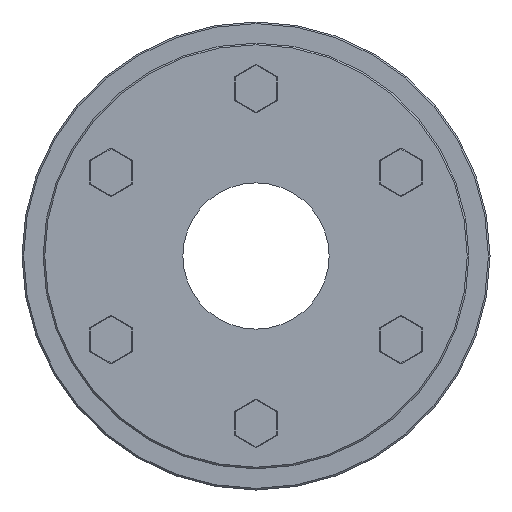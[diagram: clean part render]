
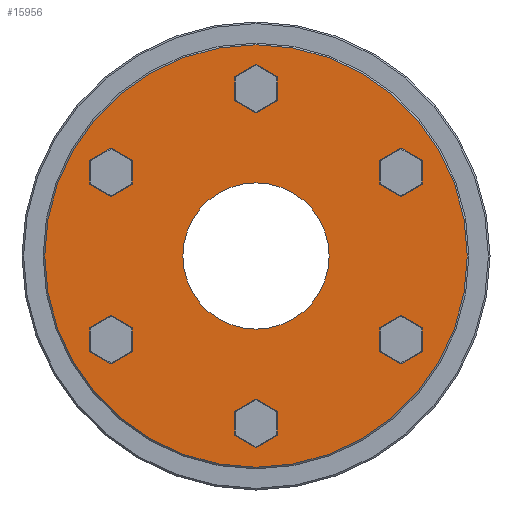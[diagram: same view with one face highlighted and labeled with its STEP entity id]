
A CAD part, left-side view. The second image highlights one B-rep face of the part: STEP entity #15956.
In plain terms, the highlighted planar face has unit normal (-1, 0, 0).
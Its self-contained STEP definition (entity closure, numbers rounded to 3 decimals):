
#608 = EDGE_LOOP ( 'NONE', ( #752, #753 ) ) ;
#625 = EDGE_LOOP ( 'NONE', ( #754, #755 ) ) ;
#752 = ORIENTED_EDGE ( 'NONE', *, *, #15332, .T. ) ;
#753 = ORIENTED_EDGE ( 'NONE', *, *, #15272, .T. ) ;
#754 = ORIENTED_EDGE ( 'NONE', *, *, #15306, .T. ) ;
#755 = ORIENTED_EDGE ( 'NONE', *, *, #15317, .T. ) ;
#12184 = AXIS2_PLACEMENT_3D ( 'NONE', #13231, #13232, #13233 ) ;
#12195 = AXIS2_PLACEMENT_3D ( 'NONE', #13295, #13296, #13297 ) ;
#12201 = AXIS2_PLACEMENT_3D ( 'NONE', #13314, #13315, #13316 ) ;
#12205 = AXIS2_PLACEMENT_3D ( 'NONE', #13341, #13342, #13343 ) ;
#12314 = AXIS2_PLACEMENT_3D ( 'NONE', #14255, #14258, #14259 ) ;
#12708 = CIRCLE ( 'NONE', #12184, 65.002 ) ;
#12741 = CIRCLE ( 'NONE', #12195, 22.5 ) ;
#12746 = CIRCLE ( 'NONE', #12201, 22.5 ) ;
#12754 = CIRCLE ( 'NONE', #12205, 65.002 ) ;
#13231 = CARTESIAN_POINT ( 'NONE',  ( -42.7, 0., 0. ) ) ;
#13232 = DIRECTION ( 'NONE',  ( -1., 0., 0. ) ) ;
#13233 = DIRECTION ( 'NONE',  ( 0., -1., 0. ) ) ;
#13295 = CARTESIAN_POINT ( 'NONE',  ( -42.7, 0., 0. ) ) ;
#13296 = DIRECTION ( 'NONE',  ( 1., 0., 0. ) ) ;
#13297 = DIRECTION ( 'NONE',  ( 0., 1., 0. ) ) ;
#13314 = CARTESIAN_POINT ( 'NONE',  ( -42.7, 0., 0. ) ) ;
#13315 = DIRECTION ( 'NONE',  ( 1., 0., 0. ) ) ;
#13316 = DIRECTION ( 'NONE',  ( 0., 1., 0. ) ) ;
#13341 = CARTESIAN_POINT ( 'NONE',  ( -42.7, 0., 0. ) ) ;
#13342 = DIRECTION ( 'NONE',  ( -1., 0., 0. ) ) ;
#13343 = DIRECTION ( 'NONE',  ( 0., -1., 0. ) ) ;
#14099 = CARTESIAN_POINT ( 'NONE',  ( -42.7, 65.002, 0. ) ) ;
#14100 = CARTESIAN_POINT ( 'NONE',  ( -42.7, -65.002, 0. ) ) ;
#14121 = CARTESIAN_POINT ( 'NONE',  ( -42.7, 22.5, 0. ) ) ;
#14122 = CARTESIAN_POINT ( 'NONE',  ( -42.7, -22.5, 0. ) ) ;
#14255 = CARTESIAN_POINT ( 'NONE',  ( -42.7, 22.5, 0. ) ) ;
#14256 = PLANE ( 'NONE',  #12314 ) ;
#14258 = DIRECTION ( 'NONE',  ( -1., 0., 0. ) ) ;
#14259 = DIRECTION ( 'NONE',  ( 0., -1., 0. ) ) ;
#14368 = FACE_OUTER_BOUND ( 'NONE', #608, .T. ) ;
#14371 = FACE_BOUND ( 'NONE', #625, .T. ) ;
#15272 = EDGE_CURVE ( 'NONE', #15820, #15819, #12708, .T. ) ;
#15306 = EDGE_CURVE ( 'NONE', #15841, #15842, #12741, .T. ) ;
#15317 = EDGE_CURVE ( 'NONE', #15842, #15841, #12746, .T. ) ;
#15332 = EDGE_CURVE ( 'NONE', #15819, #15820, #12754, .T. ) ;
#15819 = VERTEX_POINT ( 'NONE', #14099 ) ;
#15820 = VERTEX_POINT ( 'NONE', #14100 ) ;
#15841 = VERTEX_POINT ( 'NONE', #14121 ) ;
#15842 = VERTEX_POINT ( 'NONE', #14122 ) ;
#15956 = ADVANCED_FACE ( 'NONE', ( #14368, #14371 ), #14256, .T. ) ;
